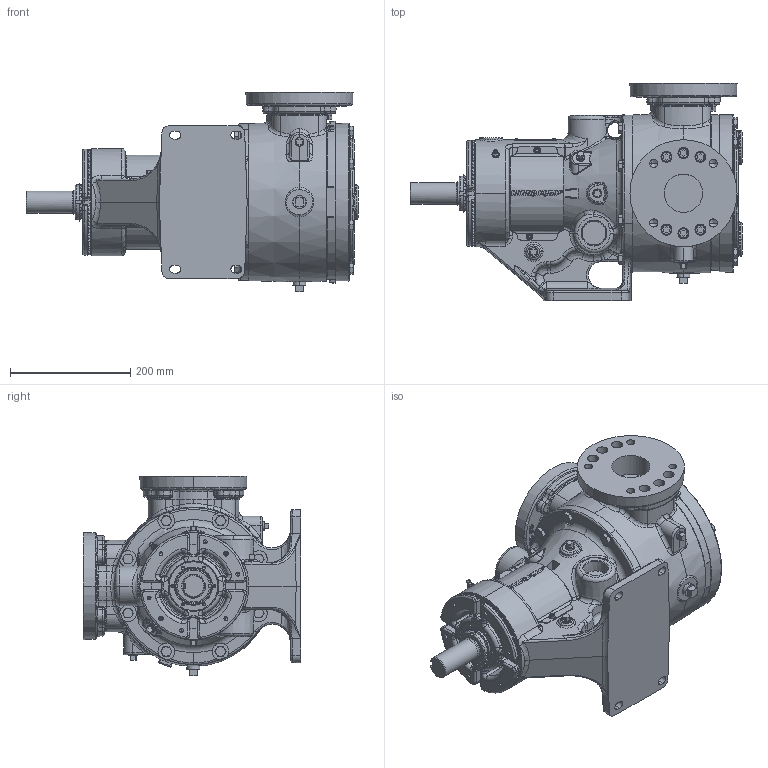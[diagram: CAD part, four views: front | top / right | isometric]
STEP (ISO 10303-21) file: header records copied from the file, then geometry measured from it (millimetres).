
FILE_DESCRIPTION (( 'STEP AP214' ), '1' );
FILE_NAME ('LV-4791.step', '2025-12-05T07:20:53', ( '' ), ( '' ), 'SwSTEP 2.0', 'SolidWorks 2024', '' );
FILE_SCHEMA (( 'AUTOMOTIVE_DESIGN' ));
Products named in the file (1): LV-4791
Bounding box: 551.1 x 360.36 x 331.53 mm (x, y, z)
Volume: 17973757.9 mm3; surface area: 877068 mm2
Topology: 1 solids, 1 shells, 5142 faces, 12881 edges, 7919 vertices
Faces by surface type: bspline 1786, plane 1502, cylinder 911, cone 687, torus 200, sphere 56
Entity records: 246425 total; most frequent: CARTESIAN_POINT 138273, ORIENTED_EDGE 25564, DIRECTION 17894, EDGE_CURVE 12782, VERTEX_POINT 7916, AXIS2_PLACEMENT_3D 6706, EDGE_LOOP 5436, FACE_OUTER_BOUND 5142
